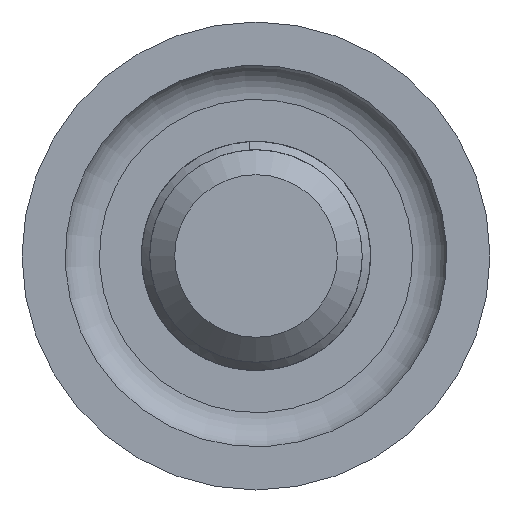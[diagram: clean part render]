
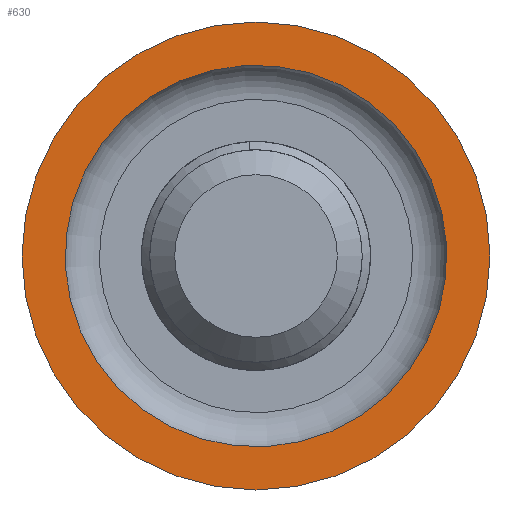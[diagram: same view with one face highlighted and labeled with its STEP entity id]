
A CAD part, front view. The second image highlights one B-rep face of the part: STEP entity #630.
In plain terms, the highlighted planar face has unit normal (0, -1, 0).
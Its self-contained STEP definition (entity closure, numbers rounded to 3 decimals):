
#32=PLANE('',#698);
#186=FACE_BOUND('',#244,.T.);
#201=FACE_OUTER_BOUND('',#243,.T.);
#243=EDGE_LOOP('',(#513));
#244=EDGE_LOOP('',(#514));
#271=CIRCLE('',#664,2.921);
#280=CIRCLE('',#676,3.581);
#292=VERTEX_POINT('',#901);
#305=VERTEX_POINT('',#930);
#353=EDGE_CURVE('',#292,#292,#271,.T.);
#366=EDGE_CURVE('',#305,#305,#280,.T.);
#513=ORIENTED_EDGE('',*,*,#366,.T.);
#514=ORIENTED_EDGE('',*,*,#353,.T.);
#630=ADVANCED_FACE('',(#201,#186),#32,.T.);
#664=AXIS2_PLACEMENT_3D('',#902,#725,#726);
#676=AXIS2_PLACEMENT_3D('',#931,#753,#754);
#698=AXIS2_PLACEMENT_3D('',#2033,#828,#829);
#725=DIRECTION('center_axis',(0.,1.,0.));
#726=DIRECTION('ref_axis',(1.,0.,0.));
#753=DIRECTION('center_axis',(0.,-1.,0.));
#754=DIRECTION('ref_axis',(1.,0.,0.));
#828=DIRECTION('center_axis',(0.,-1.,0.));
#829=DIRECTION('ref_axis',(1.,0.,0.));
#901=CARTESIAN_POINT('',(5.048,14.086,-0.042));
#902=CARTESIAN_POINT('Origin',(2.132,14.086,-0.219));
#930=CARTESIAN_POINT('',(5.713,14.086,-0.219));
#931=CARTESIAN_POINT('Origin',(2.132,14.086,-0.219));
#2033=CARTESIAN_POINT('Origin',(5.048,14.086,-0.042));
